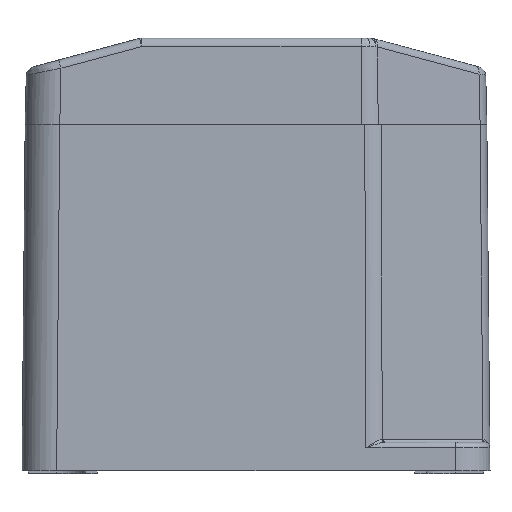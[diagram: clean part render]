
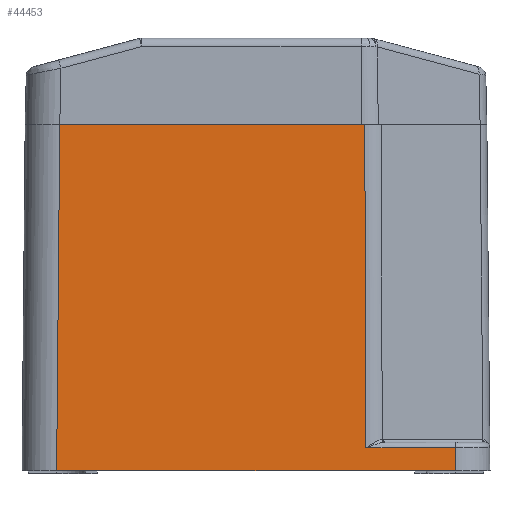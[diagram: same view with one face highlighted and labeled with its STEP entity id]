
A CAD part, front view. The second image highlights one B-rep face of the part: STEP entity #44453.
In plain terms, the highlighted planar face has unit normal (0, -1, 0.009).
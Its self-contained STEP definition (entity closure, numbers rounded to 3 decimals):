
#13 = EDGE_CURVE ( 'NONE', #27209, #3606, #42085, .T. ) ;
#285 = CARTESIAN_POINT ( 'NONE',  ( 18.843, -40., -0.006 ) ) ;
#2632 = DIRECTION ( 'NONE',  ( -1., 0., 0. ) ) ;
#3266 = LINE ( 'NONE', #9342, #16766 ) ;
#3606 = VERTEX_POINT ( 'NONE', #8136 ) ;
#4909 = ORIENTED_EDGE ( 'NONE', *, *, #27194, .F. ) ;
#5226 = CARTESIAN_POINT ( 'NONE',  ( -34.546, -40.545, -60. ) ) ;
#5726 = VECTOR ( 'NONE', #12645, 1000. ) ;
#7986 = CARTESIAN_POINT ( 'NONE',  ( -40., -40., 0. ) ) ;
#8136 = CARTESIAN_POINT ( 'NONE',  ( 34.546, -40.545, -60. ) ) ;
#9342 = CARTESIAN_POINT ( 'NONE',  ( -40., -40., 0. ) ) ;
#9845 = VERTEX_POINT ( 'NONE', #32399 ) ;
#11672 = ORIENTED_EDGE ( 'NONE', *, *, #13, .T. ) ;
#11928 = PLANE ( 'NONE',  #47908 ) ;
#12645 = DIRECTION ( 'NONE',  ( -0.004, 0.009, 1. ) ) ;
#12863 = FACE_OUTER_BOUND ( 'NONE', #17818, .T. ) ;
#16766 = VECTOR ( 'NONE', #49970, 1000. ) ;
#16984 = ORIENTED_EDGE ( 'NONE', *, *, #17888, .T. ) ;
#16987 = LINE ( 'NONE', #51514, #37354 ) ;
#17818 = EDGE_LOOP ( 'NONE', ( #23064, #16984, #44256, #4909, #35067, #11672 ) ) ;
#17888 = EDGE_CURVE ( 'NONE', #45536, #41787, #16987, .T. ) ;
#20301 = DIRECTION ( 'NONE',  ( 0., -0.009, -1. ) ) ;
#23064 = ORIENTED_EDGE ( 'NONE', *, *, #49759, .T. ) ;
#27194 = EDGE_CURVE ( 'NONE', #9845, #47566, #3266, .T. ) ;
#27209 = VERTEX_POINT ( 'NONE', #5226 ) ;
#27463 = LINE ( 'NONE', #285, #5726 ) ;
#27524 = CARTESIAN_POINT ( 'NONE',  ( 34.509, -40.509, -55.991 ) ) ;
#27571 = VECTOR ( 'NONE', #47953, 1000. ) ;
#31275 = VECTOR ( 'NONE', #51826, 1000. ) ;
#32399 = CARTESIAN_POINT ( 'NONE',  ( -34., -40., 0. ) ) ;
#33627 = CARTESIAN_POINT ( 'NONE',  ( -40., -40.545, -60. ) ) ;
#35067 = ORIENTED_EDGE ( 'NONE', *, *, #51939, .T. ) ;
#37354 = VECTOR ( 'NONE', #2632, 1000. ) ;
#38363 = LINE ( 'NONE', #43860, #27571 ) ;
#41787 = VERTEX_POINT ( 'NONE', #44511 ) ;
#42085 = LINE ( 'NONE', #33627, #31275 ) ;
#43002 = VECTOR ( 'NONE', #48591, 1000. ) ;
#43860 = CARTESIAN_POINT ( 'NONE',  ( -34.001, -40., -0.055 ) ) ;
#44256 = ORIENTED_EDGE ( 'NONE', *, *, #52878, .T. ) ;
#44273 = LINE ( 'NONE', #44488, #43002 ) ;
#44453 = ADVANCED_FACE ( 'NONE', ( #12863 ), #11928, .T. ) ;
#44488 = CARTESIAN_POINT ( 'NONE',  ( 33.994, -39.994, 0.673 ) ) ;
#44511 = CARTESIAN_POINT ( 'NONE',  ( 19.054, -40.509, -55.991 ) ) ;
#44698 = DIRECTION ( 'NONE',  ( 0., -1., 0.009 ) ) ;
#45536 = VERTEX_POINT ( 'NONE', #27524 ) ;
#47566 = VERTEX_POINT ( 'NONE', #49088 ) ;
#47908 = AXIS2_PLACEMENT_3D ( 'NONE', #7986, #44698, #20301 ) ;
#47953 = DIRECTION ( 'NONE',  ( -0.009, -0.009, -1. ) ) ;
#48591 = DIRECTION ( 'NONE',  ( -0.009, 0.009, 1. ) ) ;
#49088 = CARTESIAN_POINT ( 'NONE',  ( 18.843, -40., 0. ) ) ;
#49759 = EDGE_CURVE ( 'NONE', #3606, #45536, #44273, .T. ) ;
#49970 = DIRECTION ( 'NONE',  ( 1., 0., 0. ) ) ;
#51514 = CARTESIAN_POINT ( 'NONE',  ( 19.05, -40.509, -55.991 ) ) ;
#51826 = DIRECTION ( 'NONE',  ( 1., 0., 0. ) ) ;
#51939 = EDGE_CURVE ( 'NONE', #9845, #27209, #38363, .T. ) ;
#52878 = EDGE_CURVE ( 'NONE', #41787, #47566, #27463, .T. ) ;
